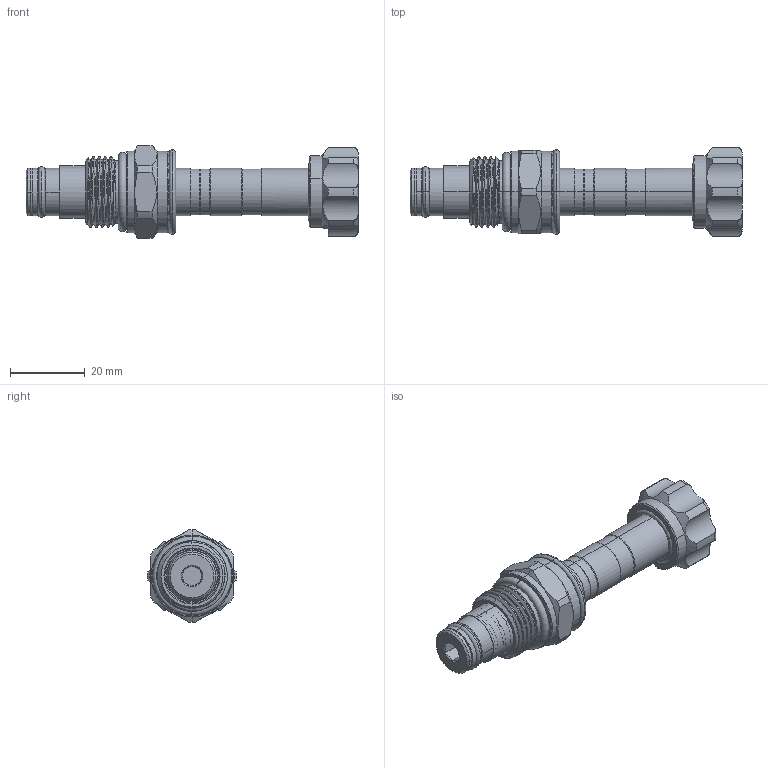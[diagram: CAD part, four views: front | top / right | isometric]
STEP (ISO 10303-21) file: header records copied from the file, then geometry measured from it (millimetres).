
FILE_DESCRIPTION (( 'STEP AP203' ), '1' );
FILE_NAME ('EP08W2A08N04.STEP', '2020-03-31T08:52:49', ( '' ), ( '' ), 'SwSTEP 2.0', 'SolidWorks 2018', '' );
FILE_SCHEMA (( 'CONFIG_CONTROL_DESIGN' ));
Length unit declared in the file: millimetre
Products named in the file (1): EP08W2A08N04
Bounding box: 88.68 x 23.79 x 24.65 mm (x, y, z)
Volume: 18643.2 mm3; surface area: 8504.3 mm2
Topology: 4 solids, 4 shells, 278 faces, 698 edges, 426 vertices
Faces by surface type: cylinder 129, plane 60, torus 48, cone 30, bspline 11
Entity records: 10923 total; most frequent: CARTESIAN_POINT 4423, ORIENTED_EDGE 1372, DIRECTION 1344, EDGE_CURVE 686, AXIS2_PLACEMENT_3D 570, VERTEX_POINT 426, CIRCLE 302, EDGE_LOOP 296
